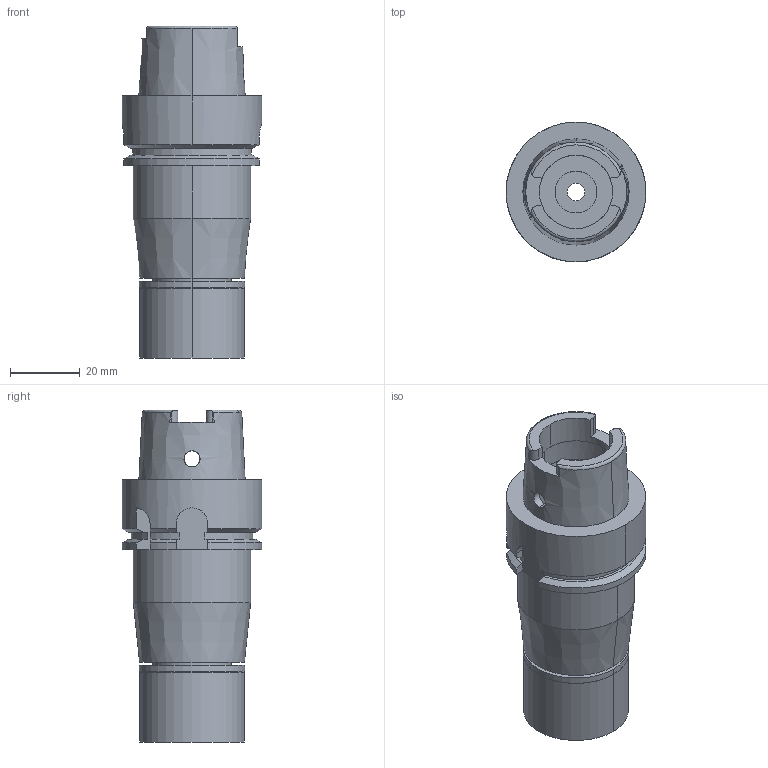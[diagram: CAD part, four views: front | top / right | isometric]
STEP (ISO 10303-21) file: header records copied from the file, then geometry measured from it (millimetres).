
FILE_DESCRIPTION (( 'STEP AP203' ), '1' );
FILE_NAME ('HSK-A40-MEGA8E-75.stp', '2019-07-02T18:47:56', ( '' ), ( '' ), 'SwSTEP 2.0', 'SolidWorks 2019', '' );
FILE_SCHEMA (( 'CONFIG_CONTROL_DESIGN' ));
Length unit declared in the file: millimetre
Products named in the file (7): HA40ME08075-080_ASM.stp; HSK-A40-MEGA8E-75; HSK-A40-MEGA8E-75-080-FreeParts; HSK-A40-MEGA8E-75_1.stp; HSK-A40-MEGA8E-75-080.stp; MEN8_1.stp; DXF_TEMP_ASSY_ASM_4_ASM.stp
Assembly tree (5 placements, depth 5):
  HSK-A40-MEGA8E-75
    HSK-A40-MEGA8E-75-080.stp
      HA40ME08075-080_ASM.stp
        DXF_TEMP_ASSY_ASM_4_ASM.stp
          HSK-A40-MEGA8E-75_1.stp
          MEN8_1.stp
  HSK-A40-MEGA8E-75-080-FreeParts
Bounding box: 40 x 40 x 95 mm (x, y, z)
Volume: 61552.4 mm3; surface area: 20082.4 mm2
Topology: 2 solids, 2 shells, 127 faces, 319 edges, 204 vertices
Faces by surface type: cylinder 56, plane 45, cone 22, torus 4
Entity records: 5350 total; most frequent: CARTESIAN_POINT 1538, DIRECTION 689, ORIENTED_EDGE 638, EDGE_CURVE 319, AXIS2_PLACEMENT_3D 272, VERTEX_POINT 204, LINE 145, VECTOR 145
